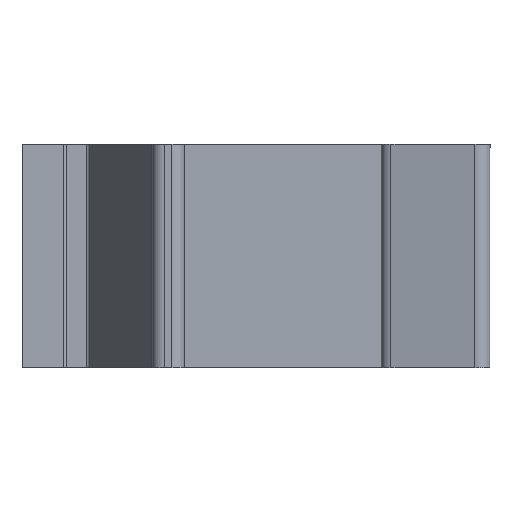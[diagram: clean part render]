
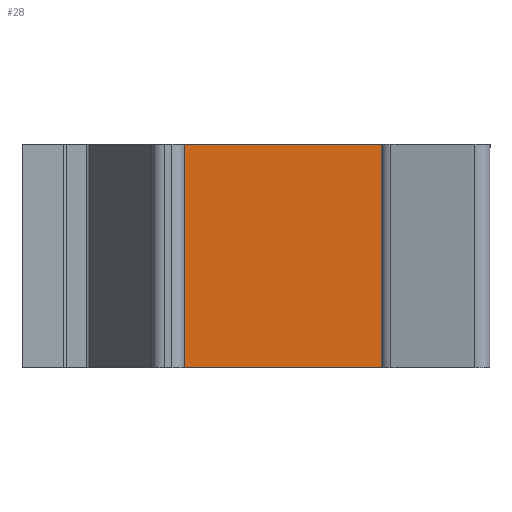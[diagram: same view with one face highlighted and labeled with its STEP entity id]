
A CAD part, left-side view. The second image highlights one B-rep face of the part: STEP entity #28.
In plain terms, the highlighted planar face has unit normal (-1, 0, 0).
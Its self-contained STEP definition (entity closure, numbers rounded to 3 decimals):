
#28=ADVANCED_FACE('',(#59),#546,.T.);
#59=FACE_OUTER_BOUND('',#90,.T.);
#90=EDGE_LOOP('',(#163,#164,#165,#166));
#163=ORIENTED_EDGE('',*,*,#328,.F.);
#164=ORIENTED_EDGE('',*,*,#327,.F.);
#165=ORIENTED_EDGE('',*,*,#325,.T.);
#166=ORIENTED_EDGE('',*,*,#326,.F.);
#325=EDGE_CURVE('',#514,#513,#398,.T.);
#326=EDGE_CURVE('',#515,#513,#399,.T.);
#327=EDGE_CURVE('',#514,#516,#400,.T.);
#328=EDGE_CURVE('',#516,#515,#401,.T.);
#398=B_SPLINE_CURVE_WITH_KNOTS('',3,(#1027,#1028,#1029,#1030),
 .UNSPECIFIED.,.F.,.F.,(4,4),(-11.85,-0.15),.UNSPECIFIED.);
#399=B_SPLINE_CURVE_WITH_KNOTS('',1,(#1031,#1032),.UNSPECIFIED.,.F.,.F.,
(2,2),(-15.683,0.),.UNSPECIFIED.);
#400=B_SPLINE_CURVE_WITH_KNOTS('',1,(#1033,#1034),.UNSPECIFIED.,.F.,.F.,
(2,2),(-12.659,3.024),.UNSPECIFIED.);
#401=B_SPLINE_CURVE_WITH_KNOTS('',3,(#1035,#1036,#1037,#1038),
 .UNSPECIFIED.,.F.,.F.,(4,4),(-11.85,-0.15),.UNSPECIFIED.);
#513=VERTEX_POINT('',#867);
#514=VERTEX_POINT('',#868);
#515=VERTEX_POINT('',#869);
#516=VERTEX_POINT('',#870);
#546=PLANE('',#672);
#672=AXIS2_PLACEMENT_3D('',#818,#732,$);
#732=DIRECTION('',(-1.,0.,0.));
#818=CARTESIAN_POINT('',(30.692,-42.593,29.134));
#867=CARTESIAN_POINT('',(30.692,-26.91,29.184));
#868=CARTESIAN_POINT('',(30.692,-26.91,40.884));
#869=CARTESIAN_POINT('',(30.692,-42.593,29.184));
#870=CARTESIAN_POINT('',(30.692,-42.593,40.884));
#1027=CARTESIAN_POINT('',(30.692,-26.91,40.884));
#1028=CARTESIAN_POINT('',(30.692,-26.91,36.984));
#1029=CARTESIAN_POINT('',(30.692,-26.91,33.084));
#1030=CARTESIAN_POINT('',(30.692,-26.91,29.184));
#1031=CARTESIAN_POINT('',(30.692,-42.593,29.184));
#1032=CARTESIAN_POINT('',(30.692,-26.91,29.184));
#1033=CARTESIAN_POINT('',(30.692,-26.91,40.884));
#1034=CARTESIAN_POINT('',(30.692,-42.593,40.884));
#1035=CARTESIAN_POINT('',(30.692,-42.593,40.884));
#1036=CARTESIAN_POINT('',(30.692,-42.593,36.984));
#1037=CARTESIAN_POINT('',(30.692,-42.593,33.084));
#1038=CARTESIAN_POINT('',(30.692,-42.593,29.184));
